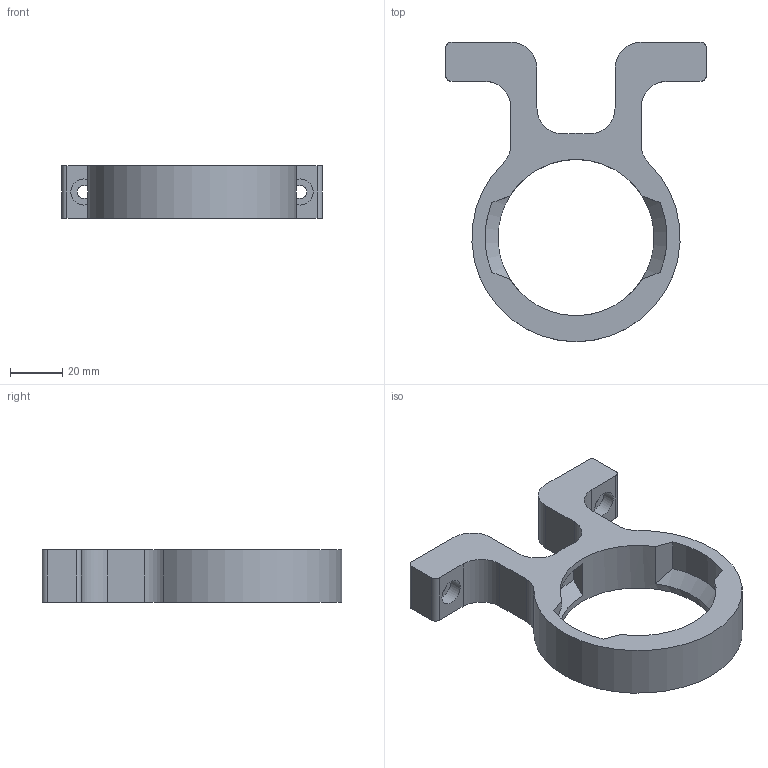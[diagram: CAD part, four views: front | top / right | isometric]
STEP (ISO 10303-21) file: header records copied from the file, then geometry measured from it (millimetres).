
FILE_DESCRIPTION(/* description */ (''),/* implementation_level */ '2;1');
FILE_NAME(/* name */ 'base.stp',/* time_stamp */ '2019-02-19T10:49:13+01:00',/* author */ ('Jonas Peper'),/* organization */ (''),/* preprocessor_version */ 'ST-DEVELOPER v17',/* originating_system */ 'Autodesk Inventor 2019',/* authorisation */ '');
FILE_SCHEMA (('AUTOMOTIVE_DESIGN { 1 0 10303 214 3 1 1 }'));
Length unit declared in the file: millimetre
Products named in the file (1): Seitenstück
Bounding box: 100 x 115 x 20 mm (x, y, z)
Volume: 67281.5 mm3; surface area: 22024.7 mm2
Topology: 1 solids, 1 shells, 46 faces, 128 edges, 86 vertices
Faces by surface type: cylinder 22, plane 20, cone 4
Full cylindrical faces by diameter (mm): 5 x2, 10 x2, 60 x1
Entity records: 1549 total; most frequent: DIRECTION 272, CARTESIAN_POINT 269, ORIENTED_EDGE 256, EDGE_CURVE 128, AXIS2_PLACEMENT_3D 101, VERTEX_POINT 86, LINE 70, VECTOR 70
